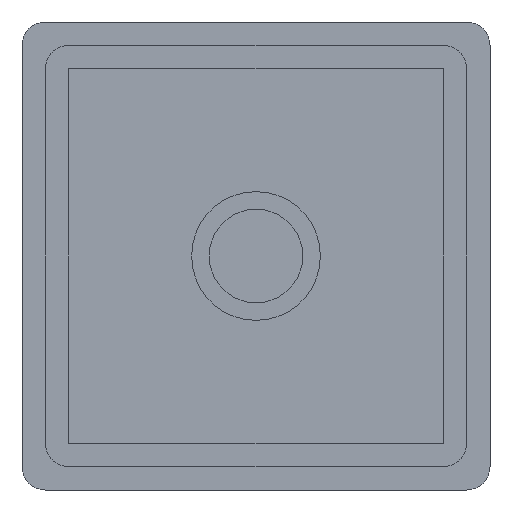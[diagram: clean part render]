
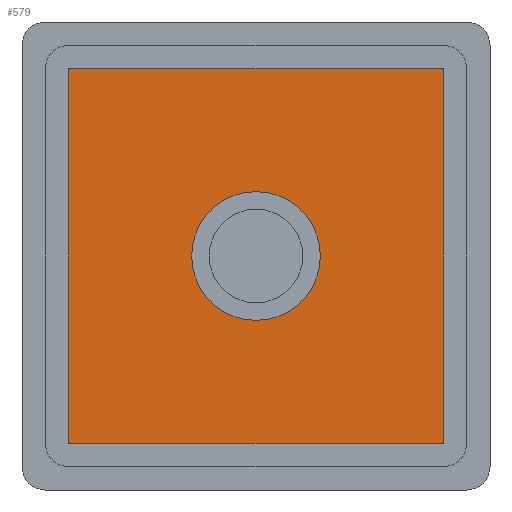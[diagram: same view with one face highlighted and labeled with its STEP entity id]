
A CAD part, front view. The second image highlights one B-rep face of the part: STEP entity #579.
In plain terms, the highlighted planar face has unit normal (0, -1, 0).
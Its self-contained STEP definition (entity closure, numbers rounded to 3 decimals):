
#15=FACE_BOUND('',#103,.T.);
#34=PLANE('',#658);
#63=FACE_OUTER_BOUND('',#102,.T.);
#102=EDGE_LOOP('',(#450,#451,#452,#453));
#103=EDGE_LOOP('',(#454));
#137=LINE('',#942,#187);
#141=LINE('',#950,#191);
#144=LINE('',#956,#194);
#147=LINE('',#961,#197);
#187=VECTOR('',#765,10.);
#191=VECTOR('',#771,10.);
#194=VECTOR('',#776,10.);
#197=VECTOR('',#781,10.);
#244=CIRCLE('',#652,5.5);
#277=VERTEX_POINT('',#935);
#278=VERTEX_POINT('',#940);
#279=VERTEX_POINT('',#941);
#282=VERTEX_POINT('',#949);
#284=VERTEX_POINT('',#955);
#337=EDGE_CURVE('',#277,#277,#244,.T.);
#338=EDGE_CURVE('',#278,#279,#137,.T.);
#342=EDGE_CURVE('',#282,#279,#141,.T.);
#345=EDGE_CURVE('',#284,#282,#144,.T.);
#348=EDGE_CURVE('',#278,#284,#147,.T.);
#450=ORIENTED_EDGE('',*,*,#338,.F.);
#451=ORIENTED_EDGE('',*,*,#348,.T.);
#452=ORIENTED_EDGE('',*,*,#345,.T.);
#453=ORIENTED_EDGE('',*,*,#342,.T.);
#454=ORIENTED_EDGE('',*,*,#337,.T.);
#579=ADVANCED_FACE('',(#63,#15),#34,.F.);
#652=AXIS2_PLACEMENT_3D('',#937,#759,#760);
#658=AXIS2_PLACEMENT_3D('',#963,#783,#784);
#759=DIRECTION('center_axis',(0.,1.,0.));
#760=DIRECTION('ref_axis',(1.,0.,0.));
#765=DIRECTION('',(0.,0.,-1.));
#771=DIRECTION('',(1.,0.,0.));
#776=DIRECTION('',(0.,0.,-1.));
#781=DIRECTION('',(-1.,0.,0.));
#783=DIRECTION('center_axis',(0.,1.,0.));
#784=DIRECTION('ref_axis',(0.,0.,1.));
#935=CARTESIAN_POINT('',(-5.5,19.,0.));
#937=CARTESIAN_POINT('Origin',(0.,19.,0.));
#940=CARTESIAN_POINT('',(16.,19.,16.));
#941=CARTESIAN_POINT('',(16.,19.,-16.));
#942=CARTESIAN_POINT('',(16.,19.,9.));
#949=CARTESIAN_POINT('',(-16.,19.,-16.));
#950=CARTESIAN_POINT('',(9.,19.,-16.));
#955=CARTESIAN_POINT('',(-16.,19.,16.));
#956=CARTESIAN_POINT('',(-16.,19.,-9.));
#961=CARTESIAN_POINT('',(-9.,19.,16.));
#963=CARTESIAN_POINT('Origin',(0.,19.,0.));
